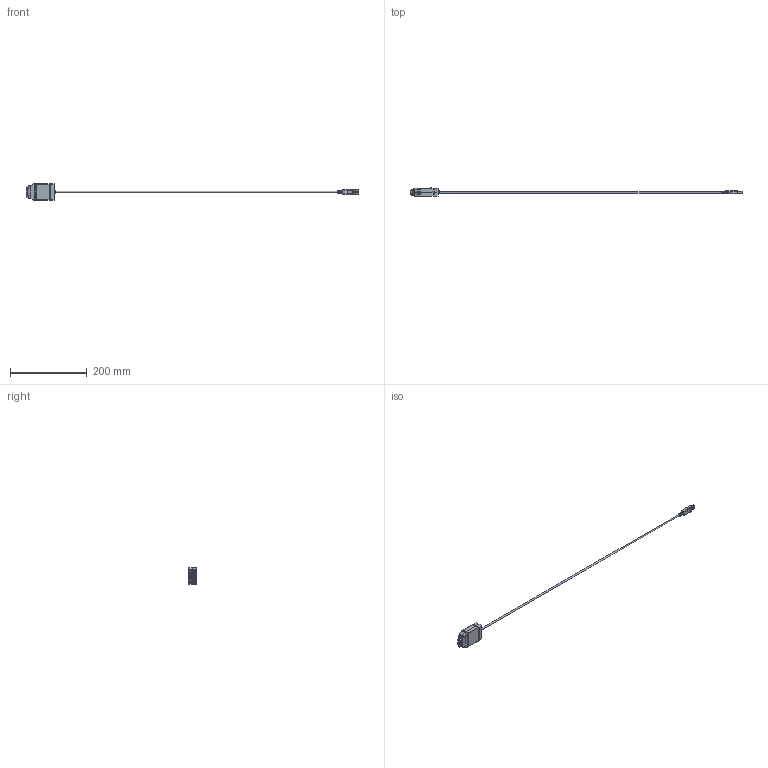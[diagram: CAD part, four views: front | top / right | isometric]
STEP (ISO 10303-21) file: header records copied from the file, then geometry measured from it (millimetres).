
FILE_DESCRIPTION(/* description */ (''),/* implementation_level */ '2;1');
FILE_NAME(/* name */ 'PEAKCAN.stp',/* time_stamp */ '2023-02-11T21:12:45+01:00',/* author */ (''),/* organization */ (''),/* preprocessor_version */ 'ST-DEVELOPER v18.102',/* originating_system */ 'SIEMENS PLM Software NX2206.1700',/* authorisation */ '');
FILE_SCHEMA (('AP203_CONFIGURATION_CONTROLLED_3D_DESIGN_OF_MECHANICAL_PARTS_AND_ASSEMBLIES_MIM_LF { 1 0 10303 403 2 1 2}'));
Length unit declared in the file: millimetre
Products named in the file (1): 000550_A_1
Bounding box: 865 x 22.49 x 42.5 mm (x, y, z)
Volume: 71305 mm3; surface area: 26790.4 mm2
Topology: 10 solids, 10 shells, 1219 faces, 3131 edges, 1947 vertices
Faces by surface type: plane 629, cylinder 337, bspline 80, torus 76, extrusion 66, sphere 26, cone 5
Full cylindrical faces by diameter (mm): 0.35 x4, 0.6 x9, 0.95 x9, 1.45 x9, 2.529 x2, 3.5 x1, 4 x1, 4.52 x2
Entity records: 50090 total; most frequent: CARTESIAN_POINT 12765, ORIENTED_EDGE 6076, DIRECTION 5607, EDGE_CURVE 3038, VERTEX_POINT 1934, VECTOR 1873, AXIS2_PLACEMENT_3D 1867, LINE 1807
